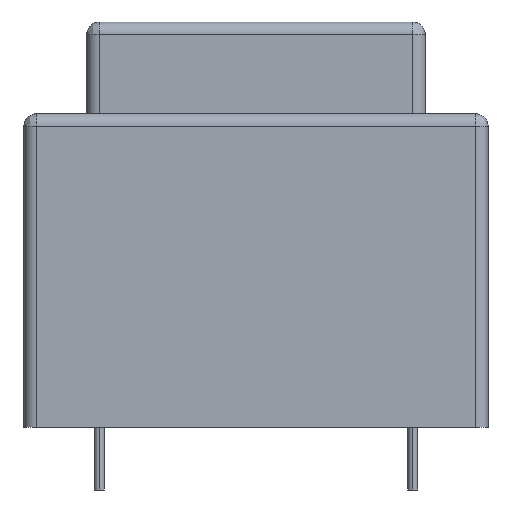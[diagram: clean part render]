
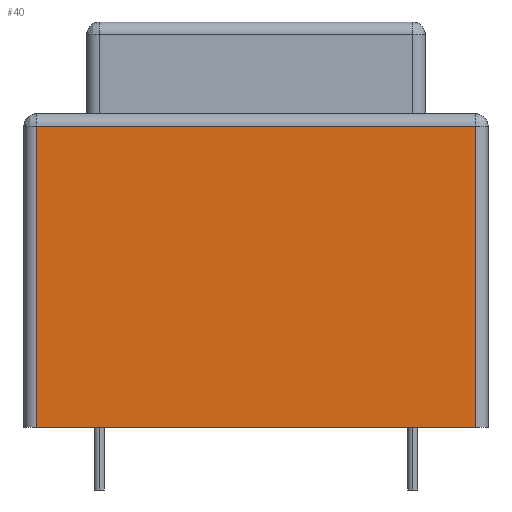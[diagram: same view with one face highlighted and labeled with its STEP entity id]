
A CAD part, left-side view. The second image highlights one B-rep face of the part: STEP entity #40.
In plain terms, the highlighted planar face has unit normal (-1, 0, 0).
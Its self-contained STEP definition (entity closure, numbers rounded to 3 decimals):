
#36 = EDGE_CURVE ( 'NONE', #255, #86, #2590, .T. ) ;
#40 = ADVANCED_FACE ( 'NONE', ( #299 ), #125, .T. ) ;
#86 = VERTEX_POINT ( 'NONE', #2670 ) ;
#110 = EDGE_CURVE ( 'NONE', #86, #241, #2443, .T. ) ;
#117 = ORIENTED_EDGE ( 'NONE', *, *, #1578, .T. ) ;
#125 = PLANE ( 'NONE',  #685 ) ;
#161 = ORIENTED_EDGE ( 'NONE', *, *, #36, .T. ) ;
#182 = VECTOR ( 'NONE', #2073, 1000. ) ;
#241 = VERTEX_POINT ( 'NONE', #2602 ) ;
#255 = VERTEX_POINT ( 'NONE', #2427 ) ;
#285 = DIRECTION ( 'NONE',  ( 0., -1., 0. ) ) ;
#299 = FACE_OUTER_BOUND ( 'NONE', #1373, .T. ) ;
#400 = CARTESIAN_POINT ( 'NONE',  ( -22., -17.5, 0. ) ) ;
#403 = EDGE_CURVE ( 'NONE', #1349, #255, #1838, .T. ) ;
#497 = VECTOR ( 'NONE', #2479, 1000. ) ;
#583 = ORIENTED_EDGE ( 'NONE', *, *, #110, .T. ) ;
#685 = AXIS2_PLACEMENT_3D ( 'NONE', #982, #1552, #2391 ) ;
#687 = CARTESIAN_POINT ( 'NONE',  ( -22., 17.5, 24. ) ) ;
#982 = CARTESIAN_POINT ( 'NONE',  ( -22., -18.5, 0. ) ) ;
#1018 = VECTOR ( 'NONE', #2050, 1000. ) ;
#1059 = LINE ( 'NONE', #2316, #1018 ) ;
#1349 = VERTEX_POINT ( 'NONE', #687 ) ;
#1373 = EDGE_LOOP ( 'NONE', ( #117, #2352, #161, #583 ) ) ;
#1536 = CARTESIAN_POINT ( 'NONE',  ( -22., 18.5, 0. ) ) ;
#1552 = DIRECTION ( 'NONE',  ( -1., 0., 0. ) ) ;
#1578 = EDGE_CURVE ( 'NONE', #241, #1349, #1059, .T. ) ;
#1838 = LINE ( 'NONE', #2069, #497 ) ;
#2050 = DIRECTION ( 'NONE',  ( 0., 1., 0. ) ) ;
#2069 = CARTESIAN_POINT ( 'NONE',  ( -22., 17.5, 0. ) ) ;
#2073 = DIRECTION ( 'NONE',  ( 0., 0., 1. ) ) ;
#2316 = CARTESIAN_POINT ( 'NONE',  ( -22., -18.5, 24. ) ) ;
#2352 = ORIENTED_EDGE ( 'NONE', *, *, #403, .T. ) ;
#2391 = DIRECTION ( 'NONE',  ( 0., 0., 1. ) ) ;
#2427 = CARTESIAN_POINT ( 'NONE',  ( -22., 17.5, 0. ) ) ;
#2443 = LINE ( 'NONE', #400, #182 ) ;
#2479 = DIRECTION ( 'NONE',  ( 0., 0., -1. ) ) ;
#2512 = VECTOR ( 'NONE', #285, 1000. ) ;
#2590 = LINE ( 'NONE', #1536, #2512 ) ;
#2602 = CARTESIAN_POINT ( 'NONE',  ( -22., -17.5, 24. ) ) ;
#2670 = CARTESIAN_POINT ( 'NONE',  ( -22., -17.5, 0. ) ) ;
